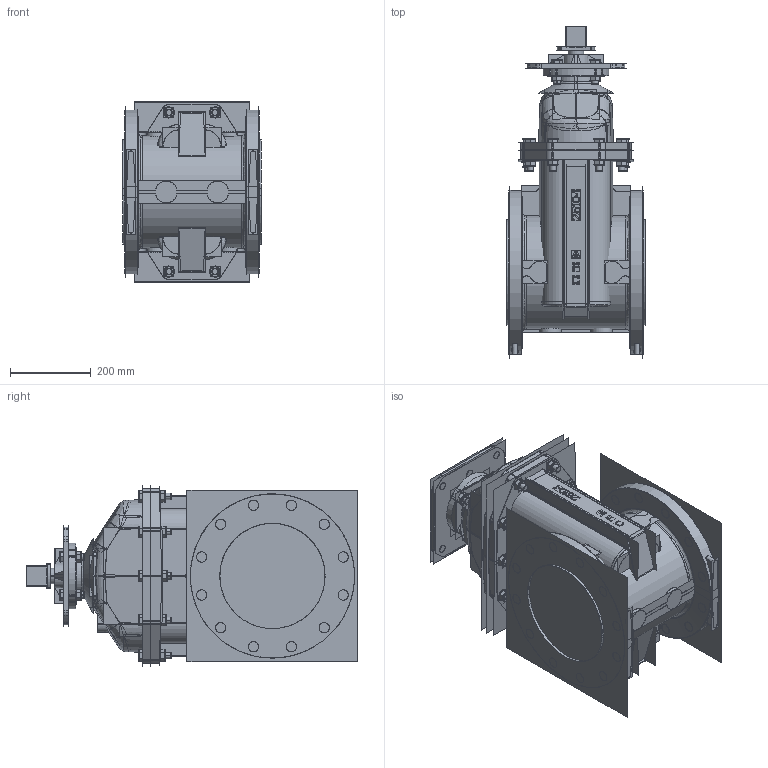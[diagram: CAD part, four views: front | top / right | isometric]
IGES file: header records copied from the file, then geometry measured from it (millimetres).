
Start section:  PTC IGES file: 10 nrs ff piv assy website.igs
Global section: file name: 10 nrs ff piv assy website.igs; native system: Pro/ENGINEER by Parametric Technology Corporation; preprocessor: 2010280; author: smm2; organization: Unknown; date: 20141113.105259; units: inch
Bounding box: 343.41 x 820.47 x 449.07 mm (x, y, z)
Surface area: 4892953.8 mm2 (no closed solid volume)
Topology: 0 solids, 0 shells, 2416 faces, 35357 edges, 46328 vertices
Faces by surface type: bspline 1214, revolution 1186, extrusion 16
